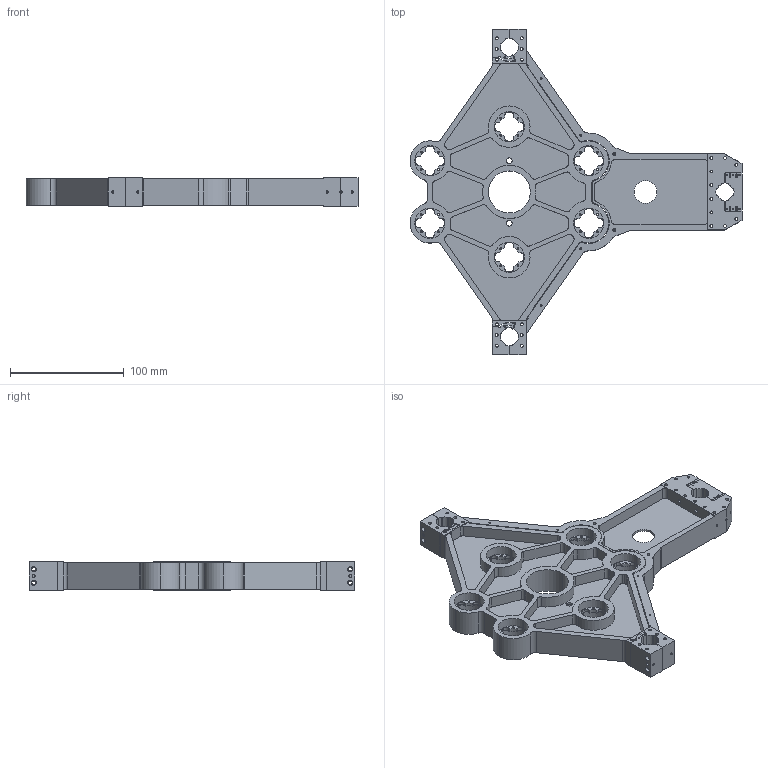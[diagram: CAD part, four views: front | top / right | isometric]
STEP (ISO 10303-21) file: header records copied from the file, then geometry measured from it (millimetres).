
FILE_DESCRIPTION (( 'STEP AP203' ), '1' );
FILE_NAME ('00221720.STEP', '2021-11-15T15:54:43', ( 'uesrf' ), ( '' ), 'SwSTEP 2.0', 'SolidWorks 2019', '' );
FILE_SCHEMA (( 'CONFIG_CONTROL_DESIGN' ));
Length unit declared in the file: millimetre
Products named in the file (1): 00221720
Bounding box: 292.5 x 287 x 25 mm (x, y, z)
Volume: 327294.6 mm3; surface area: 173160.9 mm2
Topology: 1 solids, 1 shells, 1131 faces, 3379 edges, 2226 vertices
Faces by surface type: cylinder 745, plane 362, cone 24
Entity records: 40406 total; most frequent: CARTESIAN_POINT 8235, DIRECTION 7097, ORIENTED_EDGE 6710, EDGE_CURVE 3355, AXIS2_PLACEMENT_3D 2696, VERTEX_POINT 2226, VECTOR 1705, LINE 1705
